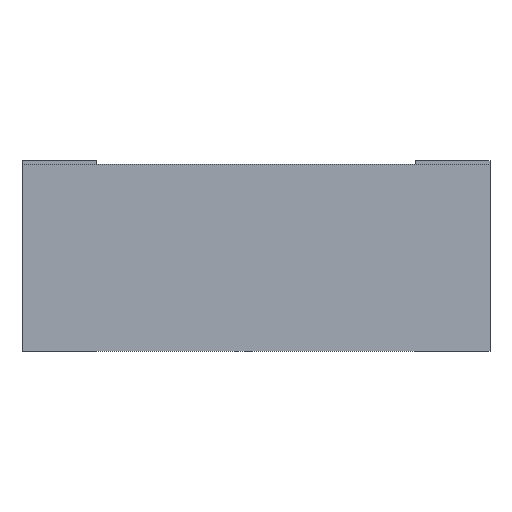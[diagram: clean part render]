
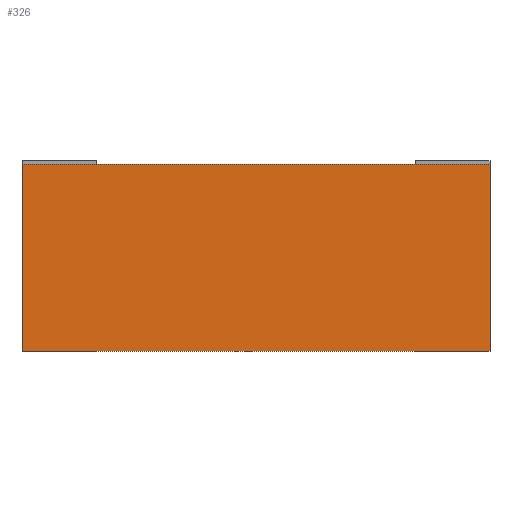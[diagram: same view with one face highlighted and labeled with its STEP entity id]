
A CAD part, left-side view. The second image highlights one B-rep face of the part: STEP entity #326.
In plain terms, the highlighted planar face has unit normal (-1, 0, 0).
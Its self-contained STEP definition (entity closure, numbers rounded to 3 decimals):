
#73 = EDGE_CURVE ( 'NONE', #1231, #889, #1626, .T. ) ;
#94 = ORIENTED_EDGE ( 'NONE', *, *, #73, .F. ) ;
#126 = VERTEX_POINT ( 'NONE', #631 ) ;
#187 = VECTOR ( 'NONE', #1594, 1000. ) ;
#314 = EDGE_CURVE ( 'NONE', #1231, #126, #862, .T. ) ;
#321 = CARTESIAN_POINT ( 'NONE',  ( -0.5, 0.625, 0.5 ) ) ;
#326 = ADVANCED_FACE ( 'NONE', ( #1475 ), #1607, .F. ) ;
#342 = AXIS2_PLACEMENT_3D ( 'NONE', #752, #1464, #1728 ) ;
#463 = VECTOR ( 'NONE', #1639, 1000. ) ;
#512 = CARTESIAN_POINT ( 'NONE',  ( -0.5, -0.625, 0. ) ) ;
#518 = VECTOR ( 'NONE', #1164, 1000. ) ;
#547 = EDGE_LOOP ( 'NONE', ( #1306, #1347, #94, #788 ) ) ;
#581 = VERTEX_POINT ( 'NONE', #512 ) ;
#631 = CARTESIAN_POINT ( 'NONE',  ( -0.5, 0.625, 0. ) ) ;
#644 = DIRECTION ( 'NONE',  ( 0., -1., 0. ) ) ;
#652 = CARTESIAN_POINT ( 'NONE',  ( -0.5, 0.625, 0.5 ) ) ;
#752 = CARTESIAN_POINT ( 'NONE',  ( -0.5, 0.625, 0.5 ) ) ;
#788 = ORIENTED_EDGE ( 'NONE', *, *, #314, .T. ) ;
#862 = LINE ( 'NONE', #1436, #518 ) ;
#889 = VERTEX_POINT ( 'NONE', #1047 ) ;
#1047 = CARTESIAN_POINT ( 'NONE',  ( -0.5, -0.625, 0.5 ) ) ;
#1070 = LINE ( 'NONE', #1503, #463 ) ;
#1161 = CARTESIAN_POINT ( 'NONE',  ( -0.5, 0.625, 0. ) ) ;
#1164 = DIRECTION ( 'NONE',  ( 0., 0., -1. ) ) ;
#1169 = LINE ( 'NONE', #1161, #187 ) ;
#1231 = VERTEX_POINT ( 'NONE', #652 ) ;
#1306 = ORIENTED_EDGE ( 'NONE', *, *, #1640, .T. ) ;
#1319 = EDGE_CURVE ( 'NONE', #889, #581, #1070, .T. ) ;
#1347 = ORIENTED_EDGE ( 'NONE', *, *, #1319, .F. ) ;
#1436 = CARTESIAN_POINT ( 'NONE',  ( -0.5, 0.625, 0.5 ) ) ;
#1464 = DIRECTION ( 'NONE',  ( 1., 0., 0. ) ) ;
#1475 = FACE_OUTER_BOUND ( 'NONE', #547, .T. ) ;
#1503 = CARTESIAN_POINT ( 'NONE',  ( -0.5, -0.625, 0.5 ) ) ;
#1594 = DIRECTION ( 'NONE',  ( 0., -1., 0. ) ) ;
#1607 = PLANE ( 'NONE',  #342 ) ;
#1626 = LINE ( 'NONE', #321, #1703 ) ;
#1639 = DIRECTION ( 'NONE',  ( 0., 0., -1. ) ) ;
#1640 = EDGE_CURVE ( 'NONE', #126, #581, #1169, .T. ) ;
#1703 = VECTOR ( 'NONE', #644, 1000. ) ;
#1728 = DIRECTION ( 'NONE',  ( 0., 1., 0. ) ) ;
